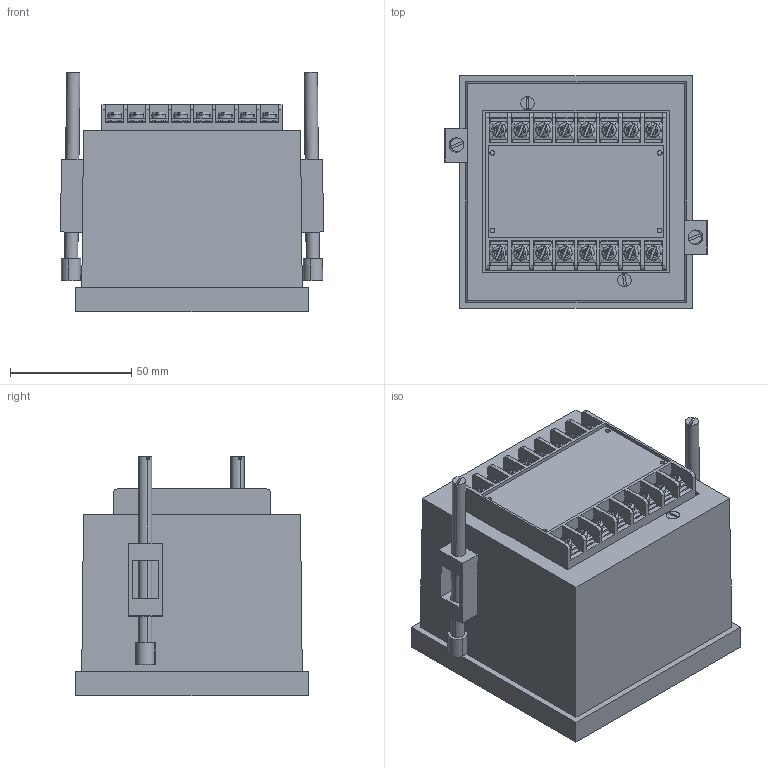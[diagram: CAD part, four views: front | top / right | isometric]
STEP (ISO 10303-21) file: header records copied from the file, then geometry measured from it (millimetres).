
FILE_DESCRIPTION (( 'STEP AP214' ), '1' );
FILE_NAME ('IC-065-05.STEP', '2022-01-17T14:15:20', ( '' ), ( '' ), 'SwSTEP 2.0', 'SolidWorks 2017', '' );
FILE_SCHEMA (( 'AUTOMOTIVE_DESIGN' ));
Length unit declared in the file: millimetre
Products named in the file (116): C-Type Terminal-Sheet metal; C-Type Terminal Nut; Washer; Screw-smallest; Screw; Angels MAG-065; Clamp-Plastic-2; Screw-Countershank; Metal Plate MPL-065; Clamp-065; Clamp-Metal-065; Screw-Countershank-Small; BP-96-01; Clamp-Plastic-1; Front Plate FP-96-01; Red Transparent Sheet RTS-96-01; Case IC-065; IC-065-05; Back Plate BP-96-01. C Term; BrassInsert; C Type Terminal TC-C; Screw+Washer
Assembly tree (51 placements, depth 5):
  C-Type Terminal-Sheet metal
  C-Type Terminal Nut
  Washer
  Screw-smallest
  Screw
Bounding box: 108.46 x 96 x 98.98 mm (x, y, z)
Volume: 126912.1 mm3; surface area: 146356 mm2
Topology: 93 solids, 93 shells, 3282 faces, 8484 edges, 5338 vertices
Faces by surface type: plane 2048, cylinder 962, cone 112, bspline 64, torus 48, sphere 48
Entity records: 36602 total; most frequent: CARTESIAN_POINT 6769, ORIENTED_EDGE 5920, DIRECTION 5549, EDGE_CURVE 2960, VECTOR 2427, LINE 2427, VERTEX_POINT 1929, AXIS2_PLACEMENT_3D 1561
